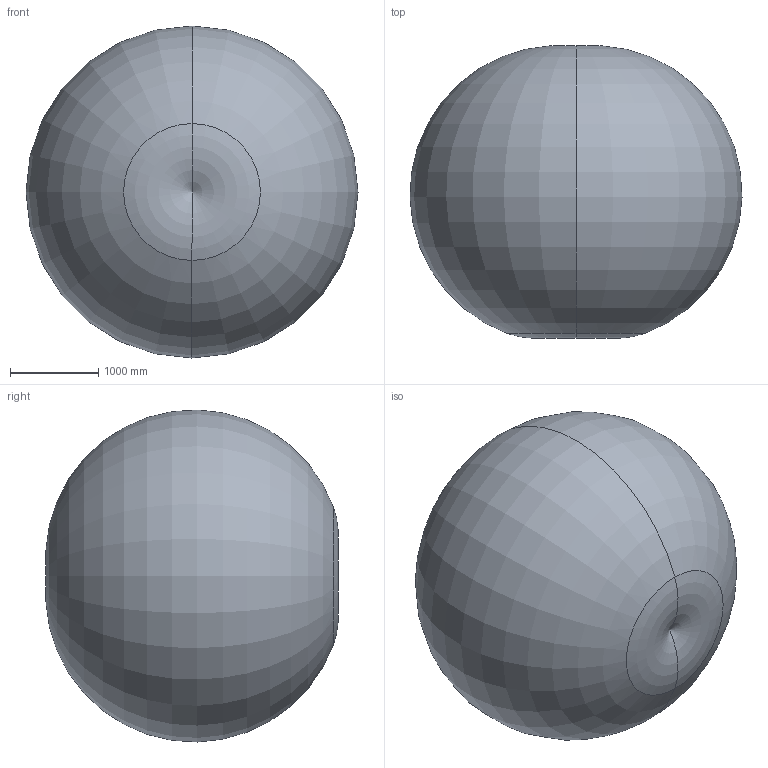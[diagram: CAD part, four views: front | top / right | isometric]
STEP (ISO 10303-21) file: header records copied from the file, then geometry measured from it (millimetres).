
FILE_DESCRIPTION (( 'STEP AP214' ), '1' );
FILE_NAME ('ER30-1880 外部模型（STEP格式）.STEP', '2021-12-06T08:01:09', ( '' ), ( '' ), 'SwSTEP 2.0', 'SolidWorks 2018', '' );
FILE_SCHEMA (( 'AUTOMOTIVE_DESIGN' ));
Length unit declared in the file: millimetre
Products named in the file (9): ER30-1880  外部模型（STEP格式）; ER30--7; ER30--6; ER20--4; ER30--5; ER20--2; ER20--3; ER30--8; ER20--1
Assembly tree (8 placements, depth 2):
  ER30-1880  外部模型（STEP格式）
    ER20--1
    ER20--2
    ER20--3
    ER20--4
    ER30--5
    ER30--6
    ER30--7
    ER30--8
Bounding box: 3761.26 x 3311.21 x 3761.26 mm (x, y, z)
Volume: 25474704795.6 mm3; surface area: 49829366.1 mm2
Topology: 1 solids, 154 shells, 5061 faces, 15142 edges, 10015 vertices
Faces by surface type: cylinder 1980, plane 1412, bspline 920, torus 479, cone 163, sphere 107
Entity records: 296536 total; most frequent: CARTESIAN_POINT 112024, ORIENTED_EDGE 26365, DIRECTION 25701, EDGE_CURVE 14990, VERTEX_POINT 9995, AXIS2_PLACEMENT_3D 9872, LINE 5957, VECTOR 5957
